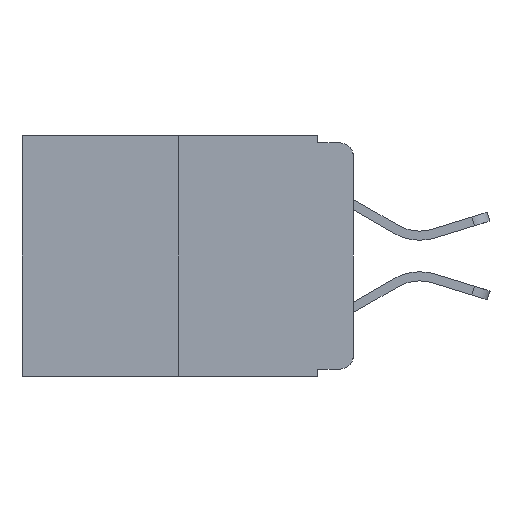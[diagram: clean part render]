
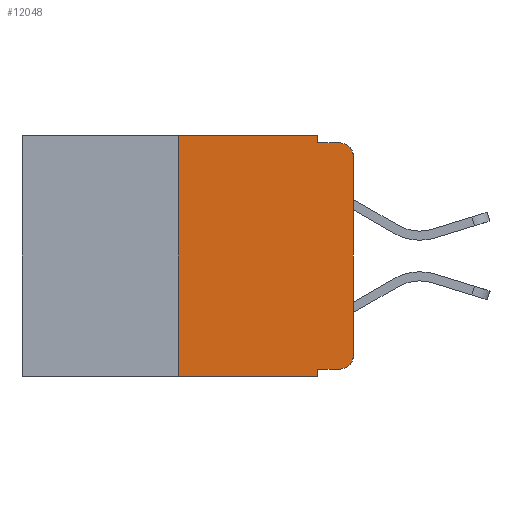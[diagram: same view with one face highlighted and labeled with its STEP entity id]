
A CAD part, left-side view. The second image highlights one B-rep face of the part: STEP entity #12048.
In plain terms, the highlighted planar face has unit normal (-1, 0, 0).
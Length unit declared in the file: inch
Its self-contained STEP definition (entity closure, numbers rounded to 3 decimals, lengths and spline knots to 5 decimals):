
#408 = CARTESIAN_POINT ( 'NONE',  ( 0., 0.25, 0. ) ) ;
#656 = EDGE_CURVE ( 'NONE', #3173, #7642, #2522, .T. ) ;
#776 = CARTESIAN_POINT ( 'NONE',  ( 0., 0.02, -0.03 ) ) ;
#795 = CARTESIAN_POINT ( 'NONE',  ( 0., 0.02, -0.313 ) ) ;
#986 = EDGE_CURVE ( 'NONE', #6785, #2521, #2733, .T. ) ;
#1337 = DIRECTION ( 'NONE',  ( 0., -1., 0. ) ) ;
#1396 = DIRECTION ( 'NONE',  ( -1., 0., 0. ) ) ;
#1446 = CARTESIAN_POINT ( 'NONE',  ( 0., 0.02, -0.333 ) ) ;
#1641 = CARTESIAN_POINT ( 'NONE',  ( 0., 0.473, 0. ) ) ;
#1655 = FACE_OUTER_BOUND ( 'NONE', #11222, .T. ) ;
#1686 = ORIENTED_EDGE ( 'NONE', *, *, #12719, .F. ) ;
#1847 = CARTESIAN_POINT ( 'NONE',  ( 0., 0.25, -0.343 ) ) ;
#2126 = VECTOR ( 'NONE', #3834, 39.37008 ) ;
#2238 = DIRECTION ( 'NONE',  ( 0., 0., -1. ) ) ;
#2497 = VECTOR ( 'NONE', #2238, 39.37008 ) ;
#2521 = VERTEX_POINT ( 'NONE', #8664 ) ;
#2522 = LINE ( 'NONE', #11633, #5231 ) ;
#2700 = DIRECTION ( 'NONE',  ( 0., 0., -1. ) ) ;
#2733 = LINE ( 'NONE', #12800, #2126 ) ;
#2939 = ORIENTED_EDGE ( 'NONE', *, *, #3048, .T. ) ;
#3048 = EDGE_CURVE ( 'NONE', #9345, #6785, #9359, .T. ) ;
#3173 = VERTEX_POINT ( 'NONE', #6069 ) ;
#3279 = DIRECTION ( 'NONE',  ( 0., -1., 0. ) ) ;
#3617 = LINE ( 'NONE', #4616, #8527 ) ;
#3635 = ORIENTED_EDGE ( 'NONE', *, *, #986, .T. ) ;
#3742 = EDGE_CURVE ( 'NONE', #3173, #9345, #9284, .T. ) ;
#3752 = ORIENTED_EDGE ( 'NONE', *, *, #5095, .F. ) ;
#3834 = DIRECTION ( 'NONE',  ( 0., 0., 1. ) ) ;
#4164 = ORIENTED_EDGE ( 'NONE', *, *, #3742, .T. ) ;
#4206 = EDGE_CURVE ( 'NONE', #6530, #7642, #3617, .T. ) ;
#4214 = ORIENTED_EDGE ( 'NONE', *, *, #11625, .F. ) ;
#4255 = VECTOR ( 'NONE', #9877, 39.37008 ) ;
#4385 = LINE ( 'NONE', #12193, #2497 ) ;
#4616 = CARTESIAN_POINT ( 'NONE',  ( 0., 0.473, -0.343 ) ) ;
#4694 = DIRECTION ( 'NONE',  ( 0., 0., 1. ) ) ;
#4752 = AXIS2_PLACEMENT_3D ( 'NONE', #776, #1396, #12759 ) ;
#4823 = EDGE_CURVE ( 'NONE', #10555, #7943, #8774, .T. ) ;
#4978 = ORIENTED_EDGE ( 'NONE', *, *, #8252, .T. ) ;
#5095 = EDGE_CURVE ( 'NONE', #8542, #8627, #12261, .T. ) ;
#5231 = VECTOR ( 'NONE', #10543, 39.37008 ) ;
#5353 = VECTOR ( 'NONE', #3279, 39.37008 ) ;
#5360 = AXIS2_PLACEMENT_3D ( 'NONE', #795, #8716, #2700 ) ;
#5439 = VECTOR ( 'NONE', #4694, 39.37008 ) ;
#5548 = CARTESIAN_POINT ( 'NONE',  ( 0., 0.051, -0.01 ) ) ;
#5817 = CIRCLE ( 'NONE', #4752, 0.02 ) ;
#6069 = CARTESIAN_POINT ( 'NONE',  ( 0., 0.051, -0.333 ) ) ;
#6288 = CARTESIAN_POINT ( 'NONE',  ( 0., 0.051, -0.333 ) ) ;
#6530 = VERTEX_POINT ( 'NONE', #1847 ) ;
#6785 = VERTEX_POINT ( 'NONE', #7259 ) ;
#6857 = ORIENTED_EDGE ( 'NONE', *, *, #4206, .T. ) ;
#6867 = DIRECTION ( 'NONE',  ( 0., 0., -1. ) ) ;
#6991 = ORIENTED_EDGE ( 'NONE', *, *, #656, .F. ) ;
#7259 = CARTESIAN_POINT ( 'NONE',  ( 0., 0., -0.313 ) ) ;
#7305 = CARTESIAN_POINT ( 'NONE',  ( 0., 0.02, -0.01 ) ) ;
#7309 = ORIENTED_EDGE ( 'NONE', *, *, #4823, .F. ) ;
#7444 = CARTESIAN_POINT ( 'NONE',  ( 0., 0.051, -0.01 ) ) ;
#7549 = AXIS2_PLACEMENT_3D ( 'NONE', #9709, #9895, #6867 ) ;
#7642 = VERTEX_POINT ( 'NONE', #11381 ) ;
#7943 = VERTEX_POINT ( 'NONE', #11049 ) ;
#8252 = EDGE_CURVE ( 'NONE', #2521, #8627, #5817, .T. ) ;
#8527 = VECTOR ( 'NONE', #1337, 39.37008 ) ;
#8542 = VERTEX_POINT ( 'NONE', #7444 ) ;
#8627 = VERTEX_POINT ( 'NONE', #7305 ) ;
#8664 = CARTESIAN_POINT ( 'NONE',  ( 0., 0., -0.03 ) ) ;
#8669 = CARTESIAN_POINT ( 'NONE',  ( 0., 0.25, 0. ) ) ;
#8716 = DIRECTION ( 'NONE',  ( -1., 0., 0. ) ) ;
#8774 = LINE ( 'NONE', #1641, #4255 ) ;
#8792 = PLANE ( 'NONE',  #7549 ) ;
#8938 = LINE ( 'NONE', #8669, #5439 ) ;
#9284 = LINE ( 'NONE', #6288, #11609 ) ;
#9340 = DIRECTION ( 'NONE',  ( 0., -1., 0. ) ) ;
#9345 = VERTEX_POINT ( 'NONE', #1446 ) ;
#9359 = CIRCLE ( 'NONE', #5360, 0.02 ) ;
#9709 = CARTESIAN_POINT ( 'NONE',  ( 0., 0.473, 0. ) ) ;
#9877 = DIRECTION ( 'NONE',  ( 0., -1., 0. ) ) ;
#9895 = DIRECTION ( 'NONE',  ( 1., 0., 0. ) ) ;
#10543 = DIRECTION ( 'NONE',  ( 0., 0., -1. ) ) ;
#10555 = VERTEX_POINT ( 'NONE', #408 ) ;
#11049 = CARTESIAN_POINT ( 'NONE',  ( 0., 0.051, 0. ) ) ;
#11222 = EDGE_LOOP ( 'NONE', ( #3635, #4978, #3752, #1686, #7309, #4214, #6857, #6991, #4164, #2939 ) ) ;
#11381 = CARTESIAN_POINT ( 'NONE',  ( 0., 0.051, -0.343 ) ) ;
#11609 = VECTOR ( 'NONE', #9340, 39.37008 ) ;
#11625 = EDGE_CURVE ( 'NONE', #6530, #10555, #8938, .T. ) ;
#11633 = CARTESIAN_POINT ( 'NONE',  ( 0., 0.051, 0. ) ) ;
#12048 = ADVANCED_FACE ( 'NONE', ( #1655 ), #8792, .F. ) ;
#12193 = CARTESIAN_POINT ( 'NONE',  ( 0., 0.051, 0. ) ) ;
#12261 = LINE ( 'NONE', #5548, #5353 ) ;
#12719 = EDGE_CURVE ( 'NONE', #7943, #8542, #4385, .T. ) ;
#12759 = DIRECTION ( 'NONE',  ( 0., 0., -1. ) ) ;
#12800 = CARTESIAN_POINT ( 'NONE',  ( 0., 0., 0. ) ) ;
